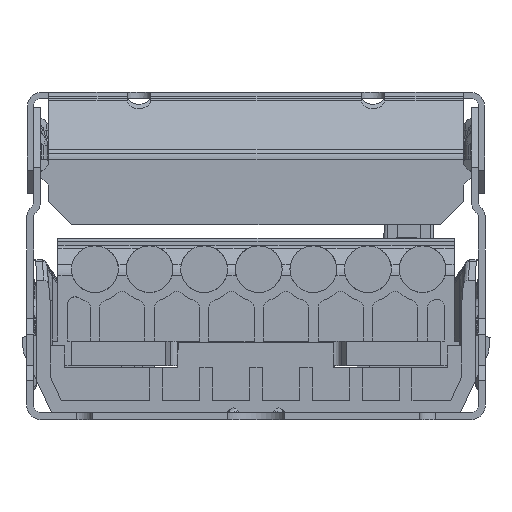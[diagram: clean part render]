
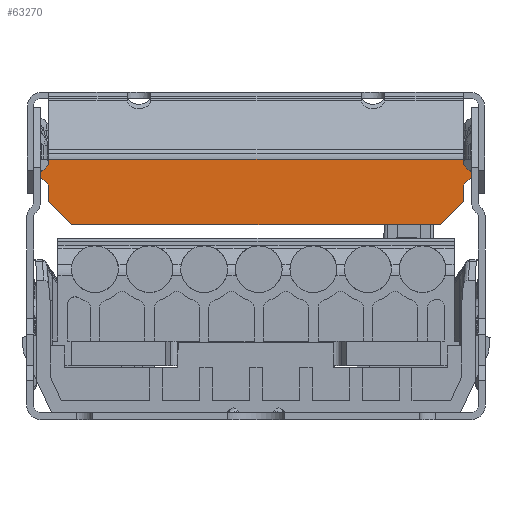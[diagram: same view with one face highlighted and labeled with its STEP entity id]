
A CAD part, left-side view. The second image highlights one B-rep face of the part: STEP entity #63270.
In plain terms, the highlighted planar face has unit normal (-1, 0, 0).
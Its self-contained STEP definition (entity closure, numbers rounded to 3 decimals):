
#54700=CARTESIAN_POINT('',(-4.799,16.351,
13.3));
#54710=VERTEX_POINT('',#54700);
#54740=CARTESIAN_POINT('',(-4.799,16.706,
13.3));
#54750=DIRECTION('',(0.,-1.,0.));
#54760=VECTOR('',#54750,1.);
#54770=LINE('',#54740,#54760);
#54780=CARTESIAN_POINT('',(-4.799,16.706,
13.3));
#54790=VERTEX_POINT('',#54780);
#54800=EDGE_CURVE('',#54790,#54710,#54770,.T.);
#61980=CARTESIAN_POINT('',(-4.799,16.706,
-13.3));
#61990=DIRECTION('',(0.,0.,1.));
#62000=VECTOR('',#61990,1.);
#62010=LINE('',#61980,#62000);
#62020=CARTESIAN_POINT('',(-4.799,16.706,
-13.3));
#62030=VERTEX_POINT('',#62020);
#62040=EDGE_CURVE('',#62030,#54790,#62010,.T.);
#62240=CARTESIAN_POINT('',(-4.799,321.811,
14.65));
#62250=DIRECTION('',(-1.,0.,0.));
#62260=DIRECTION('',(0.,0.,1.));
#62270=AXIS2_PLACEMENT_3D('',#62240,#62250,#62260);
#62280=PLANE('',#62270);
#62290=CARTESIAN_POINT('',(-4.799,15.851,13.8));
#62300=DIRECTION('',(0.,0.707,
-0.707));
#62310=VECTOR('',#62300,1.);
#62320=LINE('',#62290,#62310);
#62330=CARTESIAN_POINT('',(-4.799,15.851,13.8));
#62340=VERTEX_POINT('',#62330);
#62350=EDGE_CURVE('',#62340,#54710,#62320,.T.);
#62360=ORIENTED_EDGE('',*,*,#62350,.T.);
#62370=CARTESIAN_POINT('',(-4.799,15.551,13.8));
#62380=DIRECTION('',(0.,1.,0.));
#62390=VECTOR('',#62380,1.);
#62400=LINE('',#62370,#62390);
#62410=CARTESIAN_POINT('',(-4.799,15.551,13.8));
#62420=VERTEX_POINT('',#62410);
#62430=EDGE_CURVE('',#62420,#62340,#62400,.T.);
#62440=ORIENTED_EDGE('',*,*,#62430,.T.);
#62450=CARTESIAN_POINT('',(-4.799,15.051,
13.3));
#62460=DIRECTION('',(0.,0.707,
0.707));
#62470=VECTOR('',#62460,1.);
#62480=LINE('',#62450,#62470);
#62490=CARTESIAN_POINT('',(-4.799,15.051,
13.3));
#62500=VERTEX_POINT('',#62490);
#62510=EDGE_CURVE('',#62500,#62420,#62480,.T.);
#62520=ORIENTED_EDGE('',*,*,#62510,.T.);
#62530=CARTESIAN_POINT('',(-4.799,15.051,
13.3));
#62540=DIRECTION('',(0.,-1.,0.));
#62550=VECTOR('',#62540,1.);
#62560=LINE('',#62530,#62550);
#62570=CARTESIAN_POINT('',(-4.799,14.001,
13.3));
#62580=VERTEX_POINT('',#62570);
#62590=EDGE_CURVE('',#62500,#62580,#62560,.T.);
#62600=ORIENTED_EDGE('',*,*,#62590,.F.);
#62610=CARTESIAN_POINT('',(-4.799,12.501,
11.8));
#62620=DIRECTION('',(0.,0.707,
0.707));
#62630=VECTOR('',#62620,1.);
#62640=LINE('',#62610,#62630);
#62650=CARTESIAN_POINT('',(-4.799,12.501,
11.8));
#62660=VERTEX_POINT('',#62650);
#62670=EDGE_CURVE('',#62660,#62580,#62640,.T.);
#62680=ORIENTED_EDGE('',*,*,#62670,.T.);
#62690=CARTESIAN_POINT('',(-4.799,12.501,
-11.8));
#62700=DIRECTION('',(0.,0.,1.));
#62710=VECTOR('',#62700,1.);
#62720=LINE('',#62690,#62710);
#62730=CARTESIAN_POINT('',(-4.799,12.501,
-11.8));
#62740=VERTEX_POINT('',#62730);
#62750=EDGE_CURVE('',#62740,#62660,#62720,.T.);
#62760=ORIENTED_EDGE('',*,*,#62750,.T.);
#62770=CARTESIAN_POINT('',(-4.799,14.001,
-13.3));
#62780=DIRECTION('',(0.,-0.707,
0.707));
#62790=VECTOR('',#62780,1.);
#62800=LINE('',#62770,#62790);
#62810=CARTESIAN_POINT('',(-4.799,14.001,
-13.3));
#62820=VERTEX_POINT('',#62810);
#62830=EDGE_CURVE('',#62820,#62740,#62800,.T.);
#62840=ORIENTED_EDGE('',*,*,#62830,.T.);
#62850=CARTESIAN_POINT('',(-4.799,15.051,
-13.3));
#62860=DIRECTION('',(0.,-1.,0.));
#62870=VECTOR('',#62860,1.);
#62880=LINE('',#62850,#62870);
#62890=CARTESIAN_POINT('',(-4.799,15.051,
-13.3));
#62900=VERTEX_POINT('',#62890);
#62910=EDGE_CURVE('',#62900,#62820,#62880,.T.);
#62920=ORIENTED_EDGE('',*,*,#62910,.T.);
#62930=CARTESIAN_POINT('',(-4.799,15.551,-13.8));
#62940=DIRECTION('',(0.,-0.707,
0.707));
#62950=VECTOR('',#62940,1.);
#62960=LINE('',#62930,#62950);
#62970=CARTESIAN_POINT('',(-4.799,15.551,-13.8));
#62980=VERTEX_POINT('',#62970);
#62990=EDGE_CURVE('',#62980,#62900,#62960,.T.);
#63000=ORIENTED_EDGE('',*,*,#62990,.T.);
#63010=CARTESIAN_POINT('',(-4.799,15.851,-13.8));
#63020=DIRECTION('',(0.,-1.,0.));
#63030=VECTOR('',#63020,1.);
#63040=LINE('',#63010,#63030);
#63050=CARTESIAN_POINT('',(-4.799,15.851,-13.8));
#63060=VERTEX_POINT('',#63050);
#63070=EDGE_CURVE('',#63060,#62980,#63040,.T.);
#63080=ORIENTED_EDGE('',*,*,#63070,.T.);
#63090=CARTESIAN_POINT('',(-4.799,16.351,
-13.3));
#63100=DIRECTION('',(0.,-0.707,
-0.707));
#63110=VECTOR('',#63100,1.);
#63120=LINE('',#63090,#63110);
#63130=CARTESIAN_POINT('',(-4.799,16.351,
-13.3));
#63140=VERTEX_POINT('',#63130);
#63150=EDGE_CURVE('',#63140,#63060,#63120,.T.);
#63160=ORIENTED_EDGE('',*,*,#63150,.T.);
#63170=CARTESIAN_POINT('',(-4.799,16.706,
-13.3));
#63180=DIRECTION('',(0.,-1.,0.));
#63190=VECTOR('',#63180,1.);
#63200=LINE('',#63170,#63190);
#63210=EDGE_CURVE('',#62030,#63140,#63200,.T.);
#63220=ORIENTED_EDGE('',*,*,#63210,.T.);
#63230=ORIENTED_EDGE('',*,*,#62040,.F.);
#63240=ORIENTED_EDGE('',*,*,#54800,.F.);
#63250=EDGE_LOOP('',(#63240,#63230,#63220,#63160,#63080,#63000,#62920,
#62840,#62760,#62680,#62600,#62520,#62440,#62360));
#63260=FACE_OUTER_BOUND('',#63250,.T.);
#63270=ADVANCED_FACE('',(#63260),#62280,.T.);
